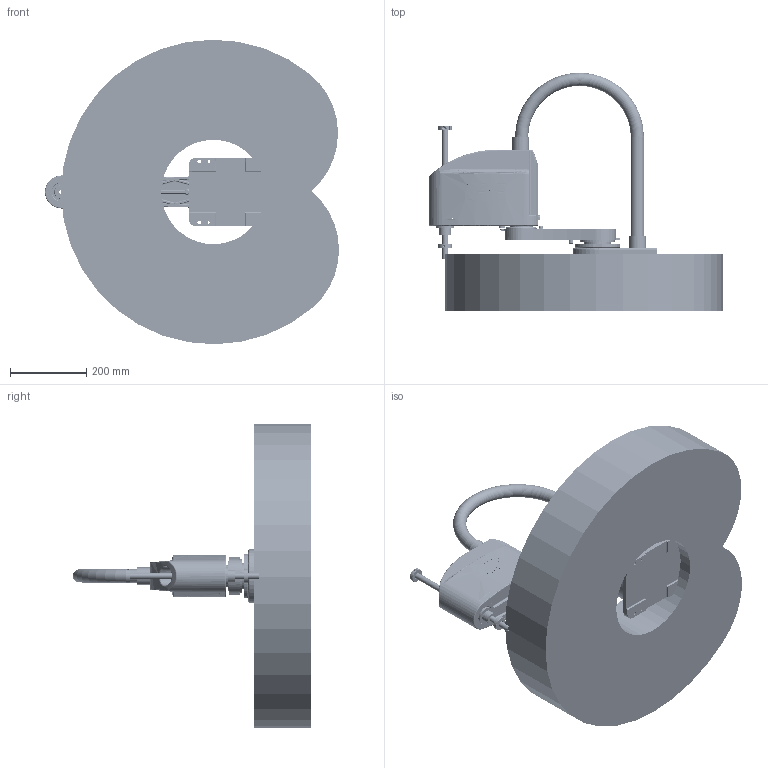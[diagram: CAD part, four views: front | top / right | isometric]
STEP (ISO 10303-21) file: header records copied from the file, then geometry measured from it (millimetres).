
FILE_DESCRIPTION (( 'STEP AP214' ), '1' );
FILE_NAME ('RHS1-3H4015P4-SS3_堍雄毓峓芞.STEP', '2023-10-20T01:41:03', ( 'User' ), ( '' ), 'SwSTEP 2.0', 'SolidWorks 2020', '' );
FILE_SCHEMA (( 'AUTOMOTIVE_DESIGN' ));
Length unit declared in the file: millimetre
Products named in the file (47): 錨璃50; RHS1-3H4015P4-SS3-17-50-JCGZZCWQ; HRC1-DB15 Connector-1; RHS1-3H4015P4-SS3-400-XCBWG; HRC1-PG29-FSJT-1; HRC1-GSK-HS-17-50-XK; RHS1-3H4015P4-SS3-HGLN003001.AXBJ2Z; RHS1-3H4015P4-HSHCS M2X6-S; HRC1-BWGJT-B; HRC1-GSK-HS-20-50-RXZCGZ-1; RHS1-3H4015P4-SS3_堍雄毓峓芞; RHS1-3H4015P4-SS3-HGLN001002.AFLP; HRC1-GSK-HS-20-50-RXZCZPT-1; RHS1-3H4015P4-SS3-HGLN002000.AADB; HRC1-BPM6-1; HRC1-GSK-HSG-17-50-AGLUN; HRC1-GSK-HS-20-50-RXZCWQ-1; RHS1-3H4015P4-SS3-D16-B10 -YHDGDH; HRC1-GSK-HS-20-50-JCZCNQXJ-1; HRC1-LEHJA-1616; RHS1-3H4015P4-HSHCS M3X8-S; HRC1-GSK-HS-20-50-GLOXQ-1; RHS1-3H4015P4-SS3-HGLN003006.AXLGDB; HRC1-HSG-1750-RL; HRC1-GSK-HS-20-50-JSQ-3D-1; RHS1-3H4015P4-SS3-HGLN002001.ADBJ1Z; RHS1-3H4015P4-HSHCS M3X10-S_2; HRC1-GSK-HS-20-50-RXZCBCJ-1; RHS1-3H4015P4-SS3-HGLN001000.ADZZ; HRC1-GSK-HS-20-50-TYTLZ-SP09; HRC1-LESG-B-1616; RHS1-3H4015P4-SS3-ZJZPT-17-50; RHS1-3H4015P4-SS3-HGLN001006.AZXB; HRC1-GSK-HS-20-50-JCZCNQ-1; HRC1-17-50-TYTL; RHS1-3H4015P4-SS3-HGLN003008.AWZ; RHS1-3H4015P4-SS3-HGLN001001.ADZ; HRC1-RBS1616SP0374-LEGZSGHJ; RHS1-3H4015P4-HSHCS M2X6-C_1; HRC1-GSK-HS-17-50-JCGZZCNQ ...
Assembly tree (77 placements, depth 5):
  RHS1-3H4015P4-SS3_堍雄毓峓芞
    RHS1-3H4015P4-SS3-HGLN001000.ADZZ
      RHS1-3H4015P4-SS3-HGLN001001.ADZ
      HRC1-GSK-HS-20-50-JSQ-3D-1
        HRC1-GSK-HS-20-50-RXZCZPT-1
          HRC1-GSK-HS-20-50-RXZCBCJ-1
          HRC1-GSK-HS-20-50-RXZCGZ-1  x23
          HRC1-GSK-HS-20-50-RXZCNQ-1
          HRC1-GSK-HS-20-50-RXZCWQ-1
        HRC1-GSK-HS-20-50-TYTLZ-SP09
        HRC1-GSK-HS-20-50-JCZCZPT-1
          HRC1-GSK-HS-20-50-JCZCNQ-1
          HRC1-GSK-HS-20-50-JCZCNQXJ-1
          HRC1-GSK-HS-20-50-JCZCWQ-1
          RHS1-3H4015P4-HSHCS M2X6-C_1
        HRC1-GSK-HS-20-50-I-GL-1
        HRC1-GSK-HS-20-50-GLOXQ-1
        RHS1-3H4015P4-HSHCS M3X10-S_2  x4
        RHS1-3H4015P4-HSHCS M3X8-S  x4
        HRC1-HSG-2050-RLUN-1
      RHS1-3H4015P4-SS3-HGLN001002.AFLP
      RHS1-3H4015P4-SS3-HGLN001006.AZXB
      HRC1-DB15 Connector-1
      HRC1-BPM6-1  x2
      HRC1-PG29-FSJT-1
      HRC1-BWGJT-B
    RHS1-3H4015P4-SS3-HGLN002000.AADB
      RHS1-3H4015P4-SS3-HGLN002001.ADBJ1Z
    RHS1-3H4015P4-SS3-HGLN003000.AXB
      RHS1-3H4015P4-SS3-HGLN003001.AXBJ2Z
      HRC1-RBS1616SP0374-LEGZSGHJ
        HRC1-LEHJA-1616
        HRC1-LESG-B-1616
        RHS1-3H4015P4-SS3-D16-B10 -YHDGDH  x2
      HRC1-GSK-HS-17-50-JSQ-3D
        HRC1-17-50-TYTL
        RHS1-3H4015P4-SS3-ZJZPT-17-50
          HRC1-GSK-HS-17-50-JCGZZCNQ
          HRC1-GSK-HS-17-50-XK
          RHS1-3H4015P4-HSHCS M2X6-S
          RHS1-3H4015P4-SS3-17-50-JCGZZCWQ
        HRC1-GSK-HSG-17-50-AGLUN
        HRC1-HSG-1750-RL
      RHS1-3H4015P4-SS3-HGLN003006.AXLGDB
      RHS1-3H4015P4-SS3-HGLN003008.AWZ
      HRC1-BWGJT-B
    RHS1-3H4015P4-SS3-400-XCBWG
    錨璃50
Bounding box: 772.38 x 625.92 x 799.97 mm (x, y, z)
Volume: 68633502 mm3; surface area: 2413075.7 mm2
Topology: 69 solids, 97 shells, 5220 faces, 12573 edges, 7460 vertices
Faces by surface type: cone 1937, cylinder 1795, plane 865, bspline 471, torus 106, sphere 46
Entity records: 161792 total; most frequent: CARTESIAN_POINT 71266, DIRECTION 18850, ORIENTED_EDGE 18304, EDGE_CURVE 9152, AXIS2_PLACEMENT_3D 7711, VERTEX_POINT 5651, EDGE_LOOP 4415, CIRCLE 4250
